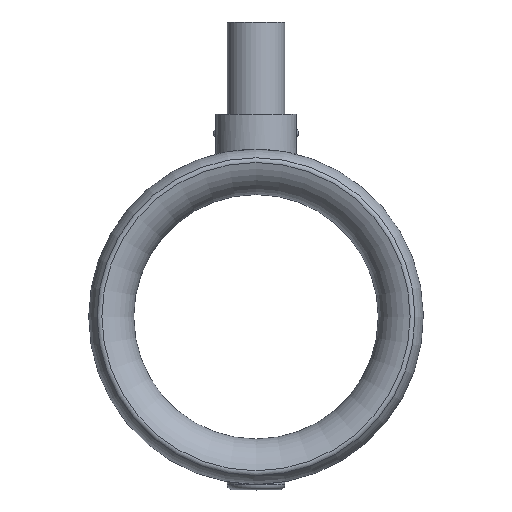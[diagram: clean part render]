
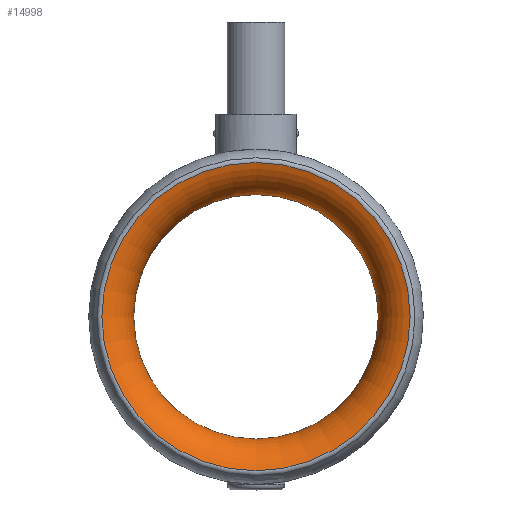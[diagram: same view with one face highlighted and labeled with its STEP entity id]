
A CAD part, top view. The second image highlights one B-rep face of the part: STEP entity #14998.
In plain terms, the highlighted toroidal (fillet/blend) face has major radius 142 mm and minor radius 36 mm.
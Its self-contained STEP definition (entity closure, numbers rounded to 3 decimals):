
#522 = DIRECTION ( 'NONE',  ( -1., 0., 0. ) ) ;
#723 = AXIS2_PLACEMENT_3D ( 'NONE', #11946, #18270, #4029 ) ;
#1722 = TOROIDAL_SURFACE ( 'NONE', #723, 142., 36. ) ;
#1781 = DIRECTION ( 'NONE',  ( 0., 0., -1. ) ) ;
#2195 = CARTESIAN_POINT ( 'NONE',  ( 106., 0., 43.532 ) ) ;
#4029 = DIRECTION ( 'NONE',  ( -1., 0., 0. ) ) ;
#4235 = CIRCLE ( 'NONE', #10909, 133.564 ) ;
#4434 = DIRECTION ( 'NONE',  ( 0., 0., 1. ) ) ;
#5539 = VERTEX_POINT ( 'NONE', #2195 ) ;
#5858 = CARTESIAN_POINT ( 'NONE',  ( -133.564, 0., 78.53 ) ) ;
#5879 = EDGE_LOOP ( 'NONE', ( #16831 ) ) ;
#6458 = ORIENTED_EDGE ( 'NONE', *, *, #9137, .F. ) ;
#9137 = EDGE_CURVE ( 'NONE', #5539, #5539, #17866, .T. ) ;
#9701 = CARTESIAN_POINT ( 'NONE',  ( 0., 0., 78.53 ) ) ;
#10909 = AXIS2_PLACEMENT_3D ( 'NONE', #9701, #1781, #522 ) ;
#11946 = CARTESIAN_POINT ( 'NONE',  ( 0., 0., 43.532 ) ) ;
#12999 = FACE_OUTER_BOUND ( 'NONE', #5879, .T. ) ;
#13221 = AXIS2_PLACEMENT_3D ( 'NONE', #13510, #4434, #18571 ) ;
#13510 = CARTESIAN_POINT ( 'NONE',  ( 0., 0., 43.532 ) ) ;
#14161 = EDGE_LOOP ( 'NONE', ( #6458 ) ) ;
#14998 = ADVANCED_FACE ( 'NONE', ( #12999, #19300 ), #1722, .T. ) ;
#16831 = ORIENTED_EDGE ( 'NONE', *, *, #18268, .F. ) ;
#17866 = CIRCLE ( 'NONE', #13221, 106. ) ;
#18268 = EDGE_CURVE ( 'NONE', #20082, #20082, #4235, .T. ) ;
#18270 = DIRECTION ( 'NONE',  ( 0., 0., 1. ) ) ;
#18571 = DIRECTION ( 'NONE',  ( 1., 0., 0. ) ) ;
#19300 = FACE_OUTER_BOUND ( 'NONE', #14161, .T. ) ;
#20082 = VERTEX_POINT ( 'NONE', #5858 ) ;
